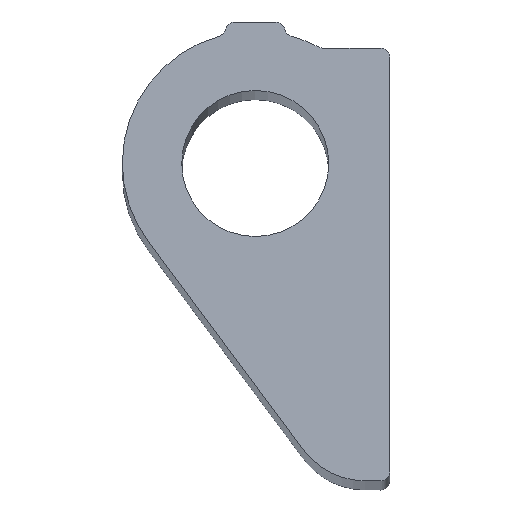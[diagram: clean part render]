
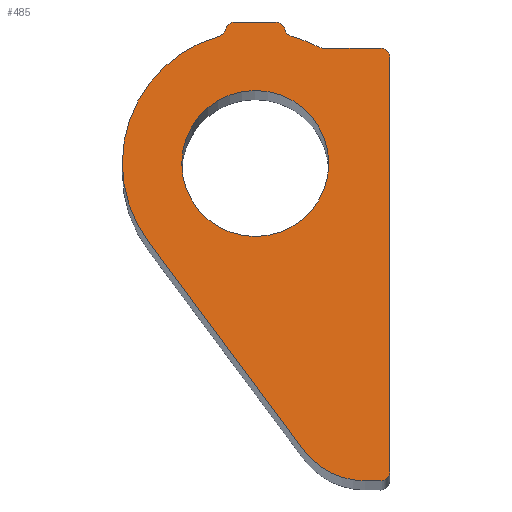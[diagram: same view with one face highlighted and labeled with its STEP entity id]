
A CAD part, front view. The second image highlights one B-rep face of the part: STEP entity #485.
In plain terms, the highlighted planar face has unit normal (0, -0.993, 0.119).
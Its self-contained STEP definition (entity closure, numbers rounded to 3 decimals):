
#104=CARTESIAN_POINT('',(-343.59,1452.44,1064.715));
#105=DIRECTION('',(0.,-0.993,0.119));
#106=DIRECTION('',(0.,0.119,0.993));
#107=AXIS2_PLACEMENT_3D('',#104,#105,#106);
#109=DIRECTION('',(-1.,0.,0.));
#110=VECTOR('',#109,26.543);
#111=CARTESIAN_POINT('',(-317.047,1453.152,1070.673));
#112=LINE('',#111,#110);
#113=CARTESIAN_POINT('',(-317.047,1452.44,1064.715));
#114=DIRECTION('',(0.,-0.993,0.119));
#115=DIRECTION('',(0.977,0.025,0.21));
#116=AXIS2_PLACEMENT_3D('',#113,#114,#115);
#118=CARTESIAN_POINT('',(-305.318,1452.741,1067.236));
#119=DIRECTION('',(0.,0.993,-0.119));
#120=DIRECTION('',(-0.272,-0.114,-0.956));
#121=AXIS2_PLACEMENT_3D('',#118,#119,#120);
#123=CARTESIAN_POINT('',(-330.318,1442.223,979.324));
#124=DIRECTION('',(0.,-0.993,0.119));
#125=DIRECTION('',(0.474,0.105,0.874));
#126=AXIS2_PLACEMENT_3D('',#123,#124,#125);
#128=CARTESIAN_POINT('',(-286.695,1451.846,1059.751));
#129=DIRECTION('',(0.,0.993,-0.119));
#130=DIRECTION('',(0.,-0.119,-0.993));
#131=AXIS2_PLACEMENT_3D('',#128,#129,#130);
#133=DIRECTION('',(-1.,0.,0.));
#134=VECTOR('',#133,37.377);
#135=CARTESIAN_POINT('',(-249.318,1451.133,1053.793));
#136=LINE('',#135,#134);
#137=CARTESIAN_POINT('',(-249.318,1450.42,1047.836));
#138=DIRECTION('',(0.,-0.993,0.119));
#139=DIRECTION('',(1.,0.,0.));
#140=AXIS2_PLACEMENT_3D('',#137,#138,#139);
#142=DIRECTION('',(0.,0.119,0.993));
#143=VECTOR('',#142,270.);
#144=CARTESIAN_POINT('',(-243.318,1418.346,779.748));
#145=LINE('',#144,#143);
#146=CARTESIAN_POINT('',(-249.318,1418.346,779.748));
#147=DIRECTION('',(0.,-0.993,0.119));
#148=DIRECTION('',(0.,-0.119,-0.993));
#149=AXIS2_PLACEMENT_3D('',#146,#147,#148);
#151=DIRECTION('',(1.,0.,0.));
#152=VECTOR('',#151,9.774);
#153=CARTESIAN_POINT('',(-259.092,1417.633,773.79));
#154=LINE('',#153,#152);
#155=CARTESIAN_POINT('',(-259.092,1423.573,823.436));
#156=DIRECTION('',(0.,-0.993,0.119));
#157=DIRECTION('',(-0.804,-0.071,-0.59));
#158=AXIS2_PLACEMENT_3D('',#155,#156,#157);
#160=DIRECTION('',(0.594,-0.096,-0.799));
#161=VECTOR('',#160,168.601);
#162=CARTESIAN_POINT('',(-399.49,1436.153,928.585));
#163=LINE('',#162,#161);
#164=CARTESIAN_POINT('',(-330.318,1442.223,979.324));
#165=DIRECTION('',(0.,-0.993,0.119));
#166=DIRECTION('',(-0.272,0.114,0.956));
#167=AXIS2_PLACEMENT_3D('',#164,#165,#166);
#169=CARTESIAN_POINT('',(-355.318,1452.741,1067.236));
#170=DIRECTION('',(0.,0.993,-0.119));
#171=DIRECTION('',(0.977,-0.025,-0.21));
#172=AXIS2_PLACEMENT_3D('',#169,#170,#171);
#174=CARTESIAN_POINT('',(-330.31,1442.2,979.127));
#175=DIRECTION('',(0.,0.993,-0.119));
#176=DIRECTION('',(1.,0.,0.));
#177=AXIS2_PLACEMENT_3D('',#174,#175,#176);
#179=CARTESIAN_POINT('',(-330.31,1442.2,979.127));
#180=DIRECTION('',(0.,0.993,-0.119));
#181=DIRECTION('',(-1.,0.,0.));
#182=AXIS2_PLACEMENT_3D('',#179,#180,#181);
#314=CARTESIAN_POINT('',(-343.59,1453.152,1070.673));
#315=VERTEX_POINT('',#314);
#316=CARTESIAN_POINT('',(-349.454,1452.59,1065.976));
#317=VERTEX_POINT('',#316);
#318=CARTESIAN_POINT('',(-353.688,1452.055,1061.502));
#319=VERTEX_POINT('',#318);
#320=CARTESIAN_POINT('',(-399.49,1436.153,928.585));
#321=VERTEX_POINT('',#320);
#322=CARTESIAN_POINT('',(-299.308,1420.044,793.937));
#323=VERTEX_POINT('',#322);
#324=CARTESIAN_POINT('',(-259.092,1417.633,773.79));
#325=VERTEX_POINT('',#324);
#326=CARTESIAN_POINT('',(-249.318,1417.633,773.79));
#327=VERTEX_POINT('',#326);
#328=CARTESIAN_POINT('',(-243.318,1418.346,779.748));
#329=VERTEX_POINT('',#328);
#330=CARTESIAN_POINT('',(-243.318,1450.42,1047.836));
#331=VERTEX_POINT('',#330);
#332=CARTESIAN_POINT('',(-249.318,1451.133,1053.793));
#333=VERTEX_POINT('',#332);
#334=CARTESIAN_POINT('',(-286.695,1451.133,1053.793));
#335=VERTEX_POINT('',#334);
#336=CARTESIAN_POINT('',(-306.949,1452.055,1061.502));
#337=VERTEX_POINT('',#336);
#338=CARTESIAN_POINT('',(-289.54,1451.218,1054.506));
#339=VERTEX_POINT('',#338);
#340=CARTESIAN_POINT('',(-311.182,1452.59,1065.976));
#341=VERTEX_POINT('',#340);
#342=CARTESIAN_POINT('',(-317.047,1453.152,1070.673));
#343=VERTEX_POINT('',#342);
#344=CARTESIAN_POINT('',(-282.74,1442.2,979.127));
#345=CARTESIAN_POINT('',(-377.88,1442.2,979.127));
#346=VERTEX_POINT('',#344);
#347=VERTEX_POINT('',#345);
#443=CARTESIAN_POINT('',(-330.318,1442.223,979.324));
#444=DIRECTION('',(0.,0.993,-0.119));
#445=DIRECTION('',(-1.,0.,0.));
#446=AXIS2_PLACEMENT_3D('',#443,#444,#445);
#447=PLANE('',#446);
#449=ORIENTED_EDGE('',*,*,#448,.F.);
#450=ORIENTED_EDGE('',*,*,#433,.F.);
#452=ORIENTED_EDGE('',*,*,#451,.F.);
#454=ORIENTED_EDGE('',*,*,#453,.F.);
#456=ORIENTED_EDGE('',*,*,#455,.F.);
#458=ORIENTED_EDGE('',*,*,#457,.F.);
#460=ORIENTED_EDGE('',*,*,#459,.F.);
#462=ORIENTED_EDGE('',*,*,#461,.F.);
#464=ORIENTED_EDGE('',*,*,#463,.F.);
#466=ORIENTED_EDGE('',*,*,#465,.F.);
#468=ORIENTED_EDGE('',*,*,#467,.F.);
#470=ORIENTED_EDGE('',*,*,#469,.F.);
#472=ORIENTED_EDGE('',*,*,#471,.F.);
#474=ORIENTED_EDGE('',*,*,#473,.F.);
#476=ORIENTED_EDGE('',*,*,#475,.F.);
#477=EDGE_LOOP('',(#449,#450,#452,#454,#456,#458,#460,#462,#464,#466,#468,#470,
#472,#474,#476));
#478=FACE_OUTER_BOUND('',#477,.F.);
#480=ORIENTED_EDGE('',*,*,#479,.F.);
#482=ORIENTED_EDGE('',*,*,#481,.F.);
#483=EDGE_LOOP('',(#480,#482));
#484=FACE_BOUND('',#483,.F.);
#485=ADVANCED_FACE('',(#478,#484),#447,.F.);
#108=CIRCLE('',#107,6.);
#117=CIRCLE('',#116,6.);
#122=CIRCLE('',#121,6.);
#127=CIRCLE('',#126,86.);
#132=CIRCLE('',#131,6.);
#141=CIRCLE('',#140,6.);
#150=CIRCLE('',#149,6.);
#159=CIRCLE('',#158,50.);
#168=CIRCLE('',#167,86.);
#173=CIRCLE('',#172,6.);
#178=CIRCLE('',#177,47.57);
#183=CIRCLE('',#182,47.57);
#433=EDGE_CURVE('',#343,#315,#112,.T.);
#448=EDGE_CURVE('',#315,#317,#108,.T.);
#451=EDGE_CURVE('',#341,#343,#117,.T.);
#453=EDGE_CURVE('',#337,#341,#122,.T.);
#455=EDGE_CURVE('',#339,#337,#127,.T.);
#457=EDGE_CURVE('',#335,#339,#132,.T.);
#459=EDGE_CURVE('',#333,#335,#136,.T.);
#461=EDGE_CURVE('',#331,#333,#141,.T.);
#463=EDGE_CURVE('',#329,#331,#145,.T.);
#465=EDGE_CURVE('',#327,#329,#150,.T.);
#467=EDGE_CURVE('',#325,#327,#154,.T.);
#469=EDGE_CURVE('',#323,#325,#159,.T.);
#471=EDGE_CURVE('',#321,#323,#163,.T.);
#473=EDGE_CURVE('',#319,#321,#168,.T.);
#475=EDGE_CURVE('',#317,#319,#173,.T.);
#479=EDGE_CURVE('',#346,#347,#178,.T.);
#481=EDGE_CURVE('',#347,#346,#183,.T.);
